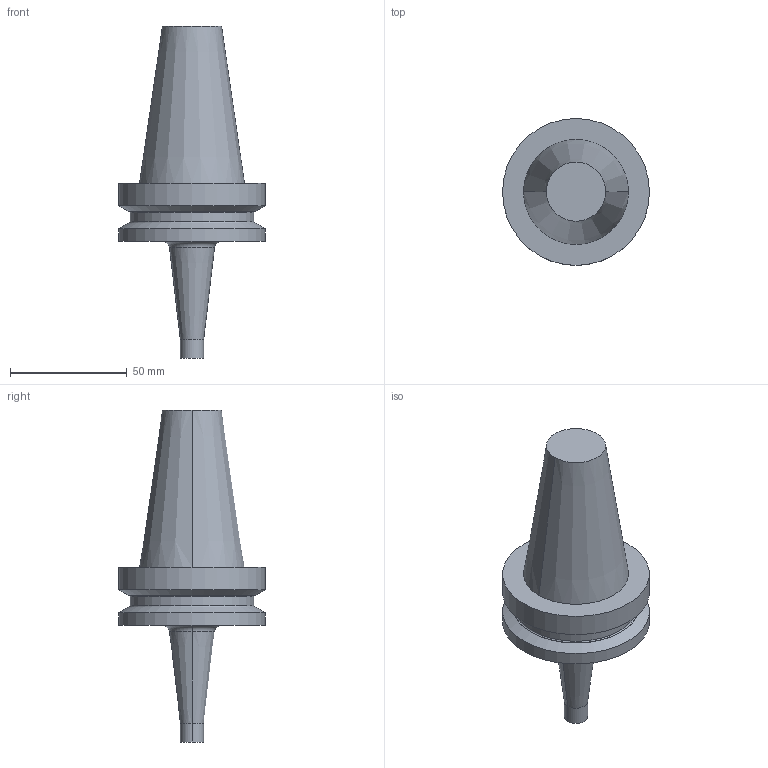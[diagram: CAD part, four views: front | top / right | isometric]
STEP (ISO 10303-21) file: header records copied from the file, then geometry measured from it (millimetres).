
FILE_DESCRIPTION(/* description */ (''),/* implementation_level */ '2;1');
FILE_NAME(/* name */ 'BT.40ADB-IHA.M6.050.stp',/* time_stamp */ '2024-08-10T14:01:31+02:00',/* author */ (''),/* organization */ (''),/* preprocessor_version */ 'ST-DEVELOPER v16.7',/* originating_system */ 'SIEMENS PLM Software NX 12.0',/* authorisation */ '');
FILE_SCHEMA (('AUTOMOTIVE_DESIGN { 1 0 10303 214 3 1 1 1 }'));
Length unit declared in the file: millimetre
Products named in the file (1): pf6610E89C82zpar
Bounding box: 63 x 63 x 142.4 mm (x, y, z)
Volume: 147080.7 mm3; surface area: 20430.9 mm2
Topology: 1 solids, 1 shells, 21 faces, 39 edges, 24 vertices
Faces by surface type: cone 6, plane 6, cylinder 5, torus 4
Full cylindrical faces by diameter (mm): 53 x1, 63 x2
Entity records: 567 total; most frequent: DIRECTION 108, CARTESIAN_POINT 83, ORIENTED_EDGE 66, AXIS2_PLACEMENT_3D 50, EDGE_CURVE 33, EDGE_LOOP 32, VERTEX_POINT 25, CIRCLE 25
